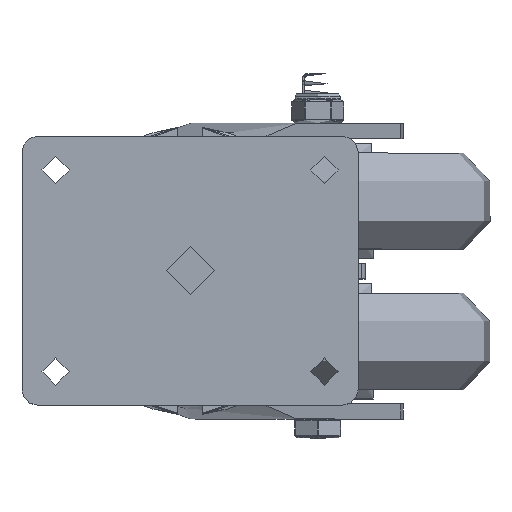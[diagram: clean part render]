
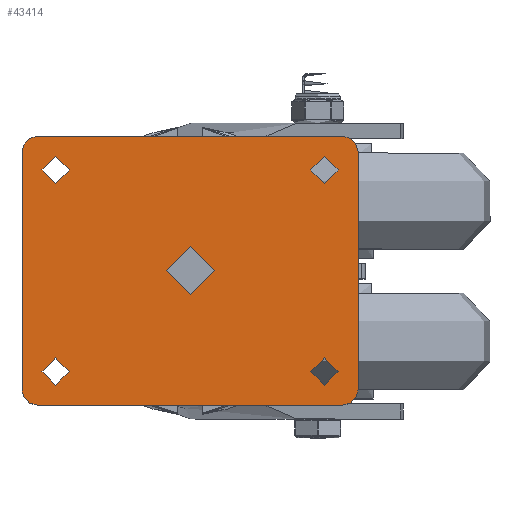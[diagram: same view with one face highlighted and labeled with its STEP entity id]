
A CAD part, top view. The second image highlights one B-rep face of the part: STEP entity #43414.
In plain terms, the highlighted planar face has unit normal (0, 0, 1).
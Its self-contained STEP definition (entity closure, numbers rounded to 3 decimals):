
#916=FACE_BOUND('',#8368,.T.);
#917=FACE_BOUND('',#8369,.T.);
#918=FACE_BOUND('',#8370,.T.);
#919=FACE_BOUND('',#8371,.T.);
#920=FACE_BOUND('',#8372,.T.);
#1369=PLANE('',#46678);
#3430=CIRCLE('',#46637,12.5);
#3431=CIRCLE('',#46639,8.);
#3433=CIRCLE('',#46642,8.);
#3435=CIRCLE('',#46645,8.);
#3437=CIRCLE('',#46648,8.);
#3439=CIRCLE('',#46651,7.1);
#3441=CIRCLE('',#46654,7.1);
#3443=CIRCLE('',#46657,7.1);
#3445=CIRCLE('',#46660,7.1);
#5633=FACE_OUTER_BOUND('',#8367,.T.);
#8367=EDGE_LOOP('',(#29617,#29618,#29619,#29620,#29621,#29622,#29623,#29624));
#8368=EDGE_LOOP('',(#29625));
#8369=EDGE_LOOP('',(#29626));
#8370=EDGE_LOOP('',(#29627));
#8371=EDGE_LOOP('',(#29628));
#8372=EDGE_LOOP('',(#29629));
#14064=LINE('',#65554,#16130);
#14066=LINE('',#65557,#16132);
#14069=LINE('',#65561,#16135);
#14071=LINE('',#65564,#16137);
#16130=VECTOR('',#50774,1000.);
#16132=VECTOR('',#50778,1000.);
#16135=VECTOR('',#50783,1000.);
#16137=VECTOR('',#50787,1000.);
#18206=VERTEX_POINT('',#62335);
#18207=VERTEX_POINT('',#62339);
#18208=VERTEX_POINT('',#62340);
#18211=VERTEX_POINT('',#62348);
#18212=VERTEX_POINT('',#62349);
#18215=VERTEX_POINT('',#62357);
#18216=VERTEX_POINT('',#62358);
#18219=VERTEX_POINT('',#62366);
#18220=VERTEX_POINT('',#62367);
#18223=VERTEX_POINT('',#62375);
#18225=VERTEX_POINT('',#62381);
#18227=VERTEX_POINT('',#62387);
#18229=VERTEX_POINT('',#62393);
#22630=EDGE_CURVE('',#18206,#18206,#3430,.T.);
#22631=EDGE_CURVE('',#18207,#18208,#3431,.T.);
#22635=EDGE_CURVE('',#18211,#18212,#3433,.T.);
#22639=EDGE_CURVE('',#18215,#18216,#3435,.T.);
#22643=EDGE_CURVE('',#18219,#18220,#3437,.T.);
#22647=EDGE_CURVE('',#18223,#18223,#3439,.T.);
#22650=EDGE_CURVE('',#18225,#18225,#3441,.T.);
#22653=EDGE_CURVE('',#18227,#18227,#3443,.T.);
#22656=EDGE_CURVE('',#18229,#18229,#3445,.T.);
#22716=EDGE_CURVE('',#18208,#18211,#14064,.T.);
#22718=EDGE_CURVE('',#18212,#18219,#14066,.T.);
#22721=EDGE_CURVE('',#18220,#18215,#14069,.T.);
#22723=EDGE_CURVE('',#18216,#18207,#14071,.T.);
#29617=ORIENTED_EDGE('',*,*,#22631,.F.);
#29618=ORIENTED_EDGE('',*,*,#22723,.F.);
#29619=ORIENTED_EDGE('',*,*,#22639,.F.);
#29620=ORIENTED_EDGE('',*,*,#22721,.F.);
#29621=ORIENTED_EDGE('',*,*,#22643,.F.);
#29622=ORIENTED_EDGE('',*,*,#22718,.F.);
#29623=ORIENTED_EDGE('',*,*,#22635,.F.);
#29624=ORIENTED_EDGE('',*,*,#22716,.F.);
#29625=ORIENTED_EDGE('',*,*,#22630,.F.);
#29626=ORIENTED_EDGE('',*,*,#22647,.T.);
#29627=ORIENTED_EDGE('',*,*,#22650,.T.);
#29628=ORIENTED_EDGE('',*,*,#22653,.T.);
#29629=ORIENTED_EDGE('',*,*,#22656,.T.);
#43414=ADVANCED_FACE('',(#5633,#916,#917,#918,#919,#920),#1369,.T.);
#46637=AXIS2_PLACEMENT_3D('',#62337,#50682,#50683);
#46639=AXIS2_PLACEMENT_3D('',#62341,#50686,#50687);
#46642=AXIS2_PLACEMENT_3D('',#62350,#50694,#50695);
#46645=AXIS2_PLACEMENT_3D('',#62359,#50702,#50703);
#46648=AXIS2_PLACEMENT_3D('',#62368,#50710,#50711);
#46651=AXIS2_PLACEMENT_3D('',#62376,#50718,#50719);
#46654=AXIS2_PLACEMENT_3D('',#62382,#50725,#50726);
#46657=AXIS2_PLACEMENT_3D('',#62388,#50732,#50733);
#46660=AXIS2_PLACEMENT_3D('',#62394,#50739,#50740);
#46678=AXIS2_PLACEMENT_3D('',#65565,#50788,#50789);
#50682=DIRECTION('center_axis',(0.,0.,1.));
#50683=DIRECTION('ref_axis',(1.,0.,0.));
#50686=DIRECTION('center_axis',(0.,0.,-1.));
#50687=DIRECTION('ref_axis',(0.707,-0.707,0.));
#50694=DIRECTION('center_axis',(0.,0.,-1.));
#50695=DIRECTION('ref_axis',(-0.707,-0.707,0.));
#50702=DIRECTION('center_axis',(0.,0.,-1.));
#50703=DIRECTION('ref_axis',(0.707,0.707,0.));
#50710=DIRECTION('center_axis',(0.,0.,-1.));
#50711=DIRECTION('ref_axis',(-0.707,0.707,0.));
#50718=DIRECTION('center_axis',(0.,0.,-1.));
#50719=DIRECTION('ref_axis',(1.,0.,0.));
#50725=DIRECTION('center_axis',(0.,0.,-1.));
#50726=DIRECTION('ref_axis',(1.,0.,0.));
#50732=DIRECTION('center_axis',(0.,0.,-1.));
#50733=DIRECTION('ref_axis',(1.,0.,0.));
#50739=DIRECTION('center_axis',(0.,0.,-1.));
#50740=DIRECTION('ref_axis',(1.,0.,0.));
#50774=DIRECTION('',(-1.,0.,0.));
#50778=DIRECTION('',(0.,1.,0.));
#50783=DIRECTION('',(1.,0.,0.));
#50787=DIRECTION('',(0.,-1.,0.));
#50788=DIRECTION('center_axis',(0.,0.,1.));
#50789=DIRECTION('ref_axis',(1.,0.,0.));
#62335=CARTESIAN_POINT('',(-12.5,0.,0.));
#62337=CARTESIAN_POINT('Origin',(0.,0.,0.));
#62339=CARTESIAN_POINT('',(87.5,-62.,0.));
#62340=CARTESIAN_POINT('',(79.5,-70.,0.));
#62341=CARTESIAN_POINT('Origin',(79.5,-62.,0.));
#62348=CARTESIAN_POINT('',(-79.5,-70.,0.));
#62349=CARTESIAN_POINT('',(-87.5,-62.,0.));
#62350=CARTESIAN_POINT('Origin',(-79.5,-62.,0.));
#62357=CARTESIAN_POINT('',(79.5,70.,0.));
#62358=CARTESIAN_POINT('',(87.5,62.,0.));
#62359=CARTESIAN_POINT('Origin',(79.5,62.,0.));
#62366=CARTESIAN_POINT('',(-87.5,62.,0.));
#62367=CARTESIAN_POINT('',(-79.5,70.,0.));
#62368=CARTESIAN_POINT('Origin',(-79.5,62.,0.));
#62375=CARTESIAN_POINT('',(-77.1,52.5,0.));
#62376=CARTESIAN_POINT('Origin',(-70.,52.5,0.));
#62381=CARTESIAN_POINT('',(62.9,52.5,0.));
#62382=CARTESIAN_POINT('Origin',(70.,52.5,0.));
#62387=CARTESIAN_POINT('',(62.9,-52.5,0.));
#62388=CARTESIAN_POINT('Origin',(70.,-52.5,0.));
#62393=CARTESIAN_POINT('',(-77.1,-52.5,0.));
#62394=CARTESIAN_POINT('Origin',(-70.,-52.5,0.));
#65554=CARTESIAN_POINT('',(87.5,-70.,0.));
#65557=CARTESIAN_POINT('',(-87.5,-70.,0.));
#65561=CARTESIAN_POINT('',(-87.5,70.,0.));
#65564=CARTESIAN_POINT('',(87.5,70.,0.));
#65565=CARTESIAN_POINT('Origin',(0.,0.,0.));
